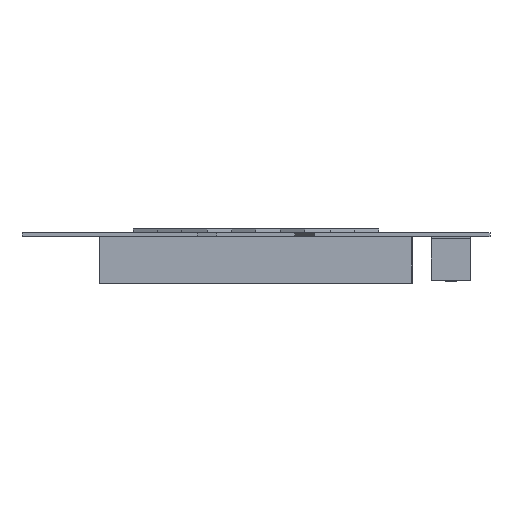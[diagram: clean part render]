
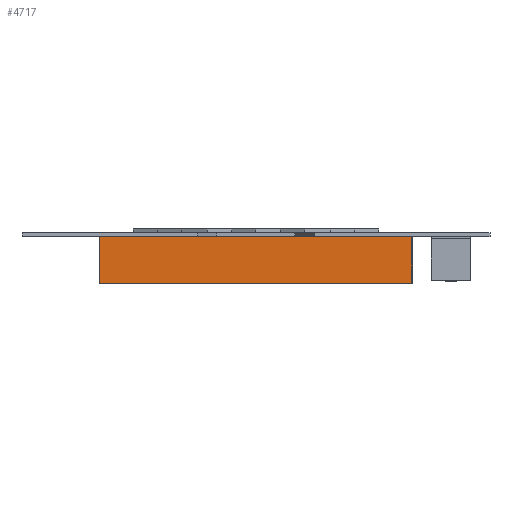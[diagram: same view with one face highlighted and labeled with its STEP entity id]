
A CAD part, left-side view. The second image highlights one B-rep face of the part: STEP entity #4717.
In plain terms, the highlighted planar face has unit normal (-1, 0, 0).
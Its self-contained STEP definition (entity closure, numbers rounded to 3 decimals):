
#72 = DIRECTION ( 'NONE',  ( 0., -1., 0. ) ) ;
#392 = DIRECTION ( 'NONE',  ( 0., 0., -1. ) ) ;
#476 = CARTESIAN_POINT ( 'NONE',  ( 0., 400., 60. ) ) ;
#657 = DIRECTION ( 'NONE',  ( 1., 0., 0. ) ) ;
#736 = VECTOR ( 'NONE', #392, 1000. ) ;
#935 = VECTOR ( 'NONE', #72, 1000. ) ;
#1119 = EDGE_CURVE ( 'NONE', #1955, #4115, #3808, .T. ) ;
#1339 = PLANE ( 'NONE',  #4822 ) ;
#1955 = VERTEX_POINT ( 'NONE', #6526 ) ;
#1983 = EDGE_CURVE ( 'NONE', #3825, #4115, #2544, .T. ) ;
#1998 = VECTOR ( 'NONE', #7056, 1000. ) ;
#2261 = ORIENTED_EDGE ( 'NONE', *, *, #1119, .T. ) ;
#2544 = LINE ( 'NONE', #4783, #935 ) ;
#3399 = CARTESIAN_POINT ( 'NONE',  ( 0., 0., 60. ) ) ;
#3515 = LINE ( 'NONE', #5979, #8679 ) ;
#3676 = ORIENTED_EDGE ( 'NONE', *, *, #8298, .F. ) ;
#3808 = LINE ( 'NONE', #5985, #1998 ) ;
#3825 = VERTEX_POINT ( 'NONE', #4098 ) ;
#4047 = VERTEX_POINT ( 'NONE', #8358 ) ;
#4098 = CARTESIAN_POINT ( 'NONE',  ( 0., 400., 60. ) ) ;
#4115 = VERTEX_POINT ( 'NONE', #7126 ) ;
#4184 = EDGE_LOOP ( 'NONE', ( #2261, #7627, #4482, #3676 ) ) ;
#4482 = ORIENTED_EDGE ( 'NONE', *, *, #8636, .T. ) ;
#4700 = DIRECTION ( 'NONE',  ( 0., 0., -1. ) ) ;
#4717 = ADVANCED_FACE ( 'NONE', ( #8706 ), #1339, .F. ) ;
#4783 = CARTESIAN_POINT ( 'NONE',  ( 0., 0., 60. ) ) ;
#4822 = AXIS2_PLACEMENT_3D ( 'NONE', #3399, #657, #4700 ) ;
#5979 = CARTESIAN_POINT ( 'NONE',  ( 0., 0., 0. ) ) ;
#5985 = CARTESIAN_POINT ( 'NONE',  ( 0., 0., 60. ) ) ;
#6290 = DIRECTION ( 'NONE',  ( 0., 1., 0. ) ) ;
#6360 = LINE ( 'NONE', #476, #736 ) ;
#6526 = CARTESIAN_POINT ( 'NONE',  ( 0., 0., 0. ) ) ;
#7056 = DIRECTION ( 'NONE',  ( 0., 0., 1. ) ) ;
#7126 = CARTESIAN_POINT ( 'NONE',  ( 0., 0., 60. ) ) ;
#7627 = ORIENTED_EDGE ( 'NONE', *, *, #1983, .F. ) ;
#8298 = EDGE_CURVE ( 'NONE', #1955, #4047, #3515, .T. ) ;
#8358 = CARTESIAN_POINT ( 'NONE',  ( 0., 400., 0. ) ) ;
#8636 = EDGE_CURVE ( 'NONE', #3825, #4047, #6360, .T. ) ;
#8679 = VECTOR ( 'NONE', #6290, 1000. ) ;
#8706 = FACE_OUTER_BOUND ( 'NONE', #4184, .T. ) ;
